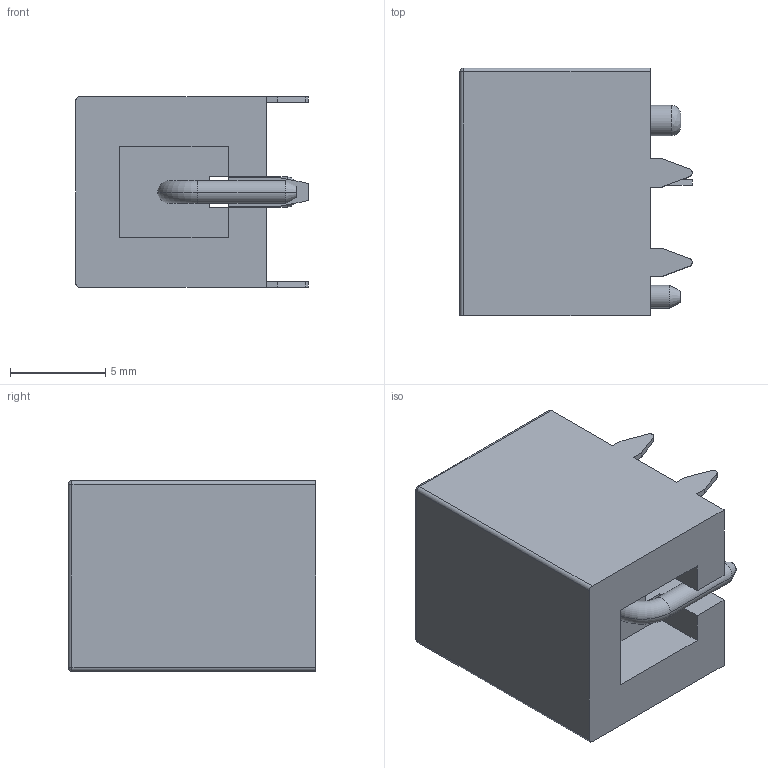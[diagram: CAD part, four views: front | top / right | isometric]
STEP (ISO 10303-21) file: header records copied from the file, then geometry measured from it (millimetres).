
FILE_DESCRIPTION((''),'2;1');
FILE_NAME('JACK-L-PC-10A-RA','2019-03-08T15:12:49',('rd05'),(''),'CREO PARAMETRIC BY PTC INC, 2018050','CREO PARAMETRIC BY PTC INC, 2018050','');
FILE_SCHEMA(('CONFIG_CONTROL_DESIGN','GEOMETRIC_VALIDATION_PROPERTIES_MIM'));
Length unit declared in the file: millimetre
Products named in the file (1): JACK-L-PC-10A-RA
Bounding box: 12.2 x 13 x 10 mm (x, y, z)
Volume: 982.4 mm3; surface area: 1083.8 mm2
Topology: 2 solids, 2 shells, 87 faces, 225 edges, 144 vertices
Faces by surface type: plane 52, cylinder 23, bspline 4, torus 4, sphere 2, cone 2
Entity records: 2820 total; most frequent: CARTESIAN_POINT 566, DIRECTION 455, ORIENTED_EDGE 450, EDGE_CURVE 225, VECTOR 161, LINE 161, AXIS2_PLACEMENT_3D 147, VERTEX_POINT 144
